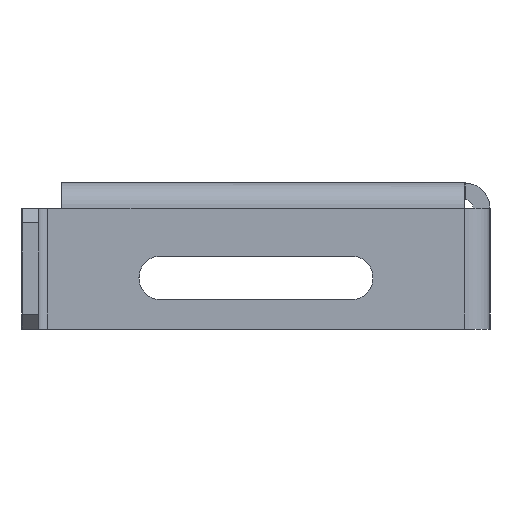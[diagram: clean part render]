
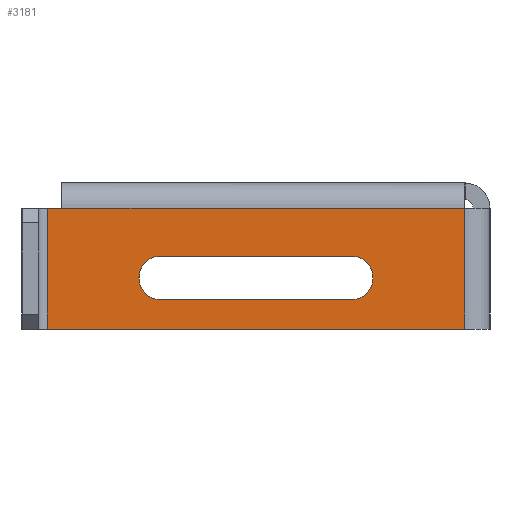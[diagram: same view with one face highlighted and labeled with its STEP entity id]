
A CAD part, left-side view. The second image highlights one B-rep face of the part: STEP entity #3181.
In plain terms, the highlighted planar face has unit normal (-1, 0, 0).
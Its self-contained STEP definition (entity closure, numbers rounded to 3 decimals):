
#170=CIRCLE('',#3408,2.381);
#173=CIRCLE('',#3413,2.381);
#676=ORIENTED_EDGE('',*,*,#1179,.T.);
#677=ORIENTED_EDGE('',*,*,#1404,.T.);
#678=ORIENTED_EDGE('',*,*,#1386,.T.);
#679=ORIENTED_EDGE('',*,*,#1416,.F.);
#680=ORIENTED_EDGE('',*,*,#1198,.T.);
#681=ORIENTED_EDGE('',*,*,#1336,.T.);
#682=ORIENTED_EDGE('',*,*,#1402,.F.);
#683=ORIENTED_EDGE('',*,*,#1400,.F.);
#684=ORIENTED_EDGE('',*,*,#1396,.F.);
#685=ORIENTED_EDGE('',*,*,#1393,.F.);
#1179=EDGE_CURVE('',#1646,#1645,#1946,.F.);
#1198=EDGE_CURVE('',#1665,#1664,#1959,.F.);
#1336=EDGE_CURVE('',#1664,#1646,#2052,.T.);
#1386=EDGE_CURVE('',#1777,#1790,#2088,.F.);
#1393=EDGE_CURVE('',#1793,#1794,#170,.T.);
#1396=EDGE_CURVE('',#1794,#1796,#2093,.T.);
#1400=EDGE_CURVE('',#1796,#1799,#173,.T.);
#1402=EDGE_CURVE('',#1799,#1793,#2097,.T.);
#1404=EDGE_CURVE('',#1645,#1777,#2099,.T.);
#1416=EDGE_CURVE('',#1665,#1790,#2111,.T.);
#1645=VERTEX_POINT('',#4504);
#1646=VERTEX_POINT('',#4506);
#1664=VERTEX_POINT('',#4544);
#1665=VERTEX_POINT('',#4546);
#1777=VERTEX_POINT('',#4906);
#1790=VERTEX_POINT('',#4941);
#1793=VERTEX_POINT('',#4954);
#1794=VERTEX_POINT('',#4956);
#1796=VERTEX_POINT('',#4962);
#1799=VERTEX_POINT('',#4970);
#1946=LINE('',#4505,#2268);
#1959=LINE('',#4545,#2281);
#2052=LINE('',#4817,#2374);
#2088=LINE('',#4942,#2410);
#2093=LINE('',#4961,#2415);
#2097=LINE('',#4973,#2419);
#2099=LINE('',#4976,#2421);
#2111=LINE('',#4997,#2433);
#2268=VECTOR('',#3589,1000.);
#2281=VECTOR('',#3618,1000.);
#2374=VECTOR('',#3887,1000.);
#2410=VECTOR('',#3975,1000.);
#2415=VECTOR('',#3998,1000.);
#2419=VECTOR('',#4010,1000.);
#2421=VECTOR('',#4014,1000.);
#2433=VECTOR('',#4036,1000.);
#2679=EDGE_LOOP('',(#676,#677,#678,#679,#680,#681));
#2680=EDGE_LOOP('',(#682,#683,#684,#685));
#2895=FACE_BOUND('',#2679,.T.);
#2896=FACE_BOUND('',#2680,.T.);
#3054=PLANE('',#3421);
#3181=ADVANCED_FACE('',(#2895,#2896),#3054,.T.);
#3408=AXIS2_PLACEMENT_3D('',#4955,#3991,#3992);
#3413=AXIS2_PLACEMENT_3D('',#4969,#4005,#4006);
#3421=AXIS2_PLACEMENT_3D('',#4998,#4037,#4038);
#3589=DIRECTION('',(0.,-1.,0.));
#3618=DIRECTION('',(0.,1.,0.));
#3887=DIRECTION('',(0.,0.,1.));
#3975=DIRECTION('',(0.,-1.,0.));
#3991=DIRECTION('',(-1.,0.,0.));
#3992=DIRECTION('',(0.,0.,1.));
#3998=DIRECTION('',(0.,-1.,0.));
#4005=DIRECTION('',(-1.,0.,0.));
#4006=DIRECTION('',(0.,0.,1.));
#4010=DIRECTION('',(0.,1.,0.));
#4014=DIRECTION('',(0.,1.,0.));
#4036=DIRECTION('',(0.,0.,1.));
#4037=DIRECTION('',(-1.,0.,0.));
#4038=DIRECTION('',(0.,0.,1.));
#4504=CARTESIAN_POINT('',(-222.25,-48.032,6.109));
#4505=CARTESIAN_POINT('',(-222.25,-48.057,6.109));
#4506=CARTESIAN_POINT('',(-222.25,-48.057,6.109));
#4544=CARTESIAN_POINT('',(-222.25,-48.057,-7.023));
#4545=CARTESIAN_POINT('',(-222.25,0.,-7.023));
#4546=CARTESIAN_POINT('',(-222.25,-2.743,-7.023));
#4817=CARTESIAN_POINT('',(-222.25,-48.057,-7.023));
#4906=CARTESIAN_POINT('',(-222.25,-4.331,6.109));
#4941=CARTESIAN_POINT('',(-222.25,-2.743,6.109));
#4942=CARTESIAN_POINT('',(-222.25,-48.057,6.109));
#4954=CARTESIAN_POINT('',(-222.25,-15.081,0.914));
#4955=CARTESIAN_POINT('',(-222.25,-15.081,-1.467));
#4956=CARTESIAN_POINT('',(-222.25,-15.081,-3.848));
#4961=CARTESIAN_POINT('',(-222.25,0.,-3.848));
#4962=CARTESIAN_POINT('',(-222.25,-35.719,-3.848));
#4969=CARTESIAN_POINT('',(-222.25,-35.719,-1.467));
#4970=CARTESIAN_POINT('',(-222.25,-35.719,0.914));
#4973=CARTESIAN_POINT('',(-222.25,0.,0.914));
#4976=CARTESIAN_POINT('',(-222.25,-26.181,6.109));
#4997=CARTESIAN_POINT('',(-222.25,-2.743,-7.023));
#4998=CARTESIAN_POINT('',(-222.25,0.,-7.023));
